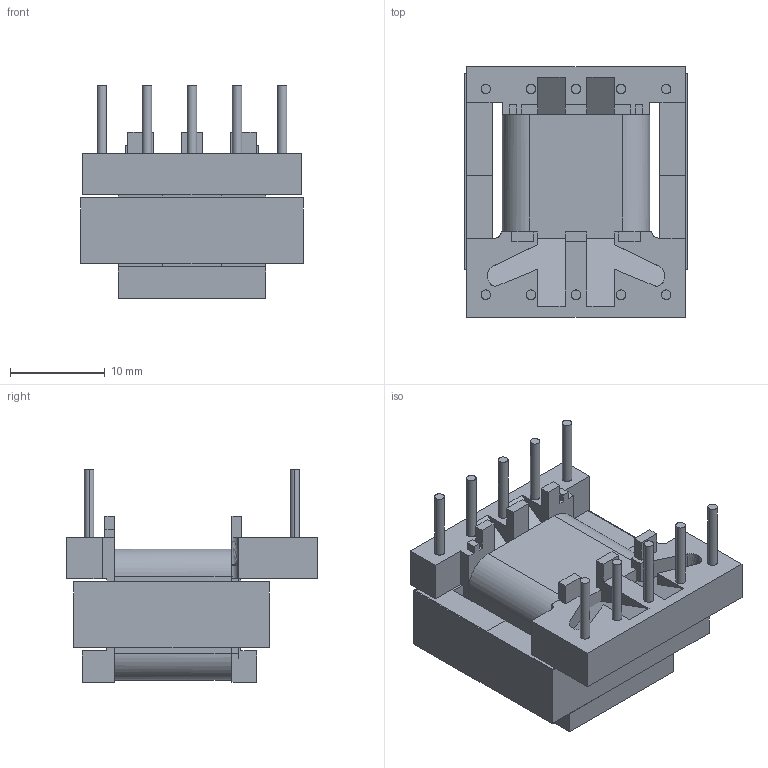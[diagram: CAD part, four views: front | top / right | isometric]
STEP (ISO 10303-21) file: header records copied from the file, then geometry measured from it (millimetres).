
FILE_DESCRIPTION(('FreeCAD Model'),'2;1');
FILE_NAME('Open CASCADE Shape Model','2025-04-29T10:39:48',('FreeCAD'),( 'FreeCAD'),'Open CASCADE STEP processor 7.6','FreeCAD','Unknown');
FILE_SCHEMA(('AUTOMOTIVE_DESIGN { 1 0 10303 214 1 1 1 1 }'));
Length unit declared in the file: millimetre
Products named in the file (1): Open CASCADE STEP translator 7.6 1
Bounding box: 23.45 x 26.49 x 22.47 mm (x, y, z)
Volume: 6923.8 mm3; surface area: 7665.6 mm2
Topology: 7 solids, 7 shells, 477 faces, 1316 edges, 877 vertices
Faces by surface type: bspline 477
Entity records: 17085 total; most frequent: CARTESIAN_POINT 9045, ORIENTED_EDGE 2632, EDGE_CURVE 1316, B_SPLINE_CURVE_WITH_KNOTS 1252, VERTEX_POINT 877, FACE_BOUND 507, EDGE_LOOP 507, ADVANCED_FACE 477
